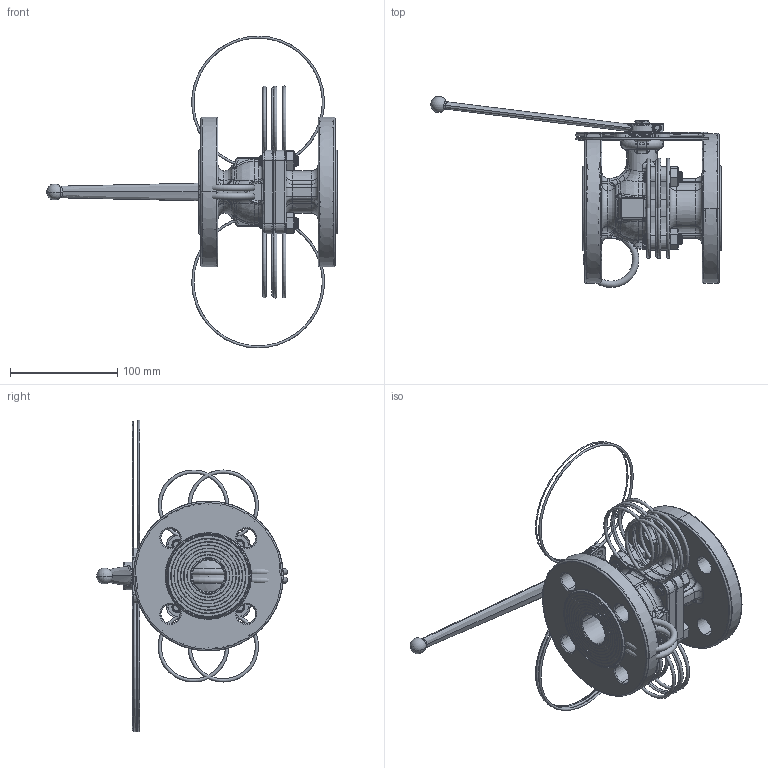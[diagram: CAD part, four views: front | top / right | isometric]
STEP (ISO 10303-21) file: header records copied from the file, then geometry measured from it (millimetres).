
FILE_DESCRIPTION((''),'2;1');
FILE_NAME('2019D-DN32-A01-01_ASM','2014-06-27T',('Administrator'),(''),'PRO/ENGINEER BY PARAMETRIC TECHNOLOGY CORPORATION, 2011080','PRO/ENGINEER BY PARAMETRIC TECHNOLOGY CORPORATION, 2011080','');
FILE_SCHEMA(('CONFIG_CONTROL_DESIGN'));
Products named in the file (14): 2019D032-M01; 2019D032-003; 2019D032-M02; 028-G009; 026-G004; 2019D032-012; 2019D025-BASHOU-01; 2019D032-004; 2019D032-018; 026-G013; 2019D032-022; 029-G028; 026-G001; 2019D-DN32-A01-01_ASM
Assembly tree (19 placements, depth 2):
  2019D-DN32-A01-01_ASM
    2019D032-M01
    2019D032-003
    2019D032-M02
    028-G009  x4
    026-G004  x4
    2019D032-012
    2019D025-BASHOU-01
    2019D032-004
    2019D032-018
    026-G013
    2019D032-022
    029-G028
    026-G001
Bounding box: 271.5 x 178.49 x 291.49 mm (x, y, z)
Surface area: 355364 mm2 (no closed solid volume)
Topology: 0 solids, 0 shells, 1911 faces, 9986 edges, 9829 vertices
Faces by surface type: bspline 1646, torus 245, sphere 20
Entity records: 223199 total; most frequent: CARTESIAN_POINT 153391, DIRECTION 10283, DEFINITIONAL_REPRESENTATION 8358, PCURVE 8358, COMPOSITE_CURVE_SEGMENT 8358, TRIMMED_CURVE 8227, VECTOR 6763, LINE 6763
